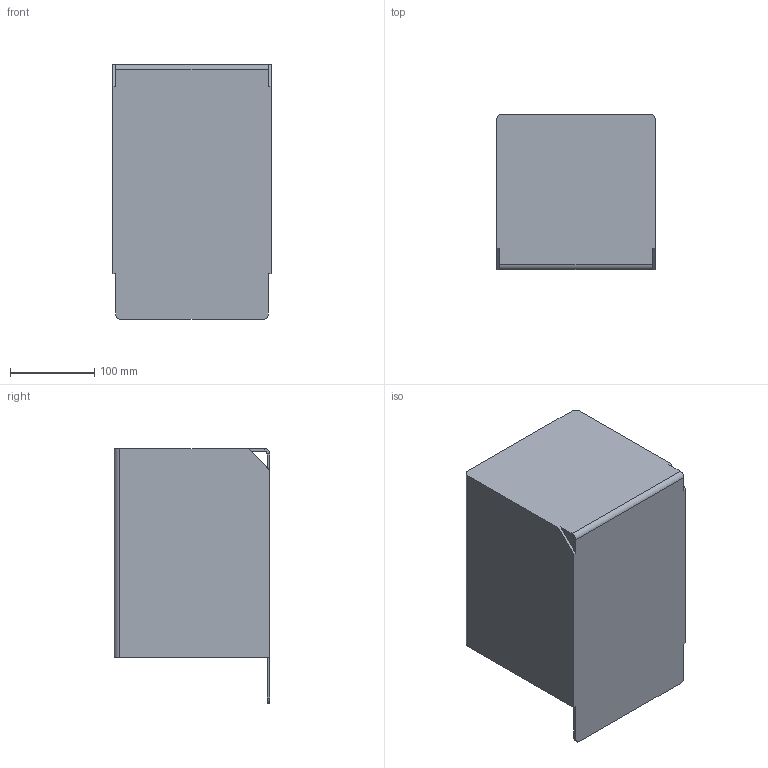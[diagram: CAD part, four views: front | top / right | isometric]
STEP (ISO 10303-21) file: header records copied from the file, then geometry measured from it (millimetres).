
FILE_DESCRIPTION((''),'2;1');
FILE_NAME('JBMT-VMT_SW0001','2016-03-11T',('cfeen'),(''),'CREO PARAMETRIC BY PTC INC, 2015290','CREO PARAMETRIC BY PTC INC, 2015290','');
FILE_SCHEMA(('CONFIG_CONTROL_DESIGN'));
Length unit declared in the file: inch
Products named in the file (1): JBMT-VMT_SW0001
Bounding box: 187.32 x 184.15 x 301.62 mm (x, y, z)
Volume: 906219.5 mm3; surface area: 423502.3 mm2
Topology: 1 solids, 1 shells, 71 faces, 206 edges, 130 vertices
Faces by surface type: plane 51, cylinder 20
Entity records: 2376 total; most frequent: CARTESIAN_POINT 431, ORIENTED_EDGE 412, DIRECTION 380, EDGE_CURVE 206, VECTOR 158, LINE 158, VERTEX_POINT 130, AXIS2_PLACEMENT_3D 111
